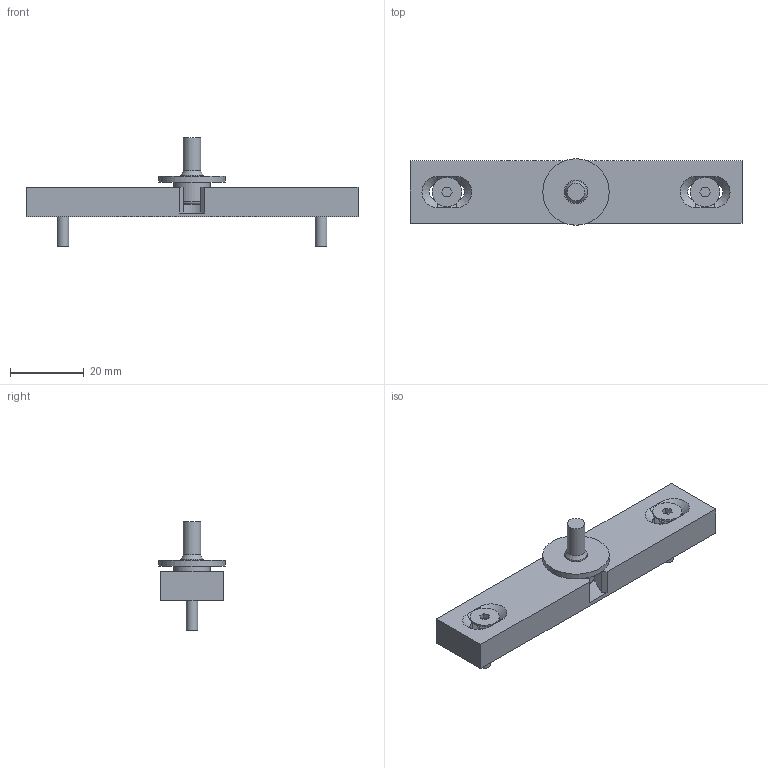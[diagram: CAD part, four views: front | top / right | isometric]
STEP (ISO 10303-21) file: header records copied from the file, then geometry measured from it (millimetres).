
FILE_DESCRIPTION(/* description */ (''),/* implementation_level */ '2;1');
FILE_NAME(/* name */ '140432',/* time_stamp */ '2014-10-06T11:09:32+02:00',/* author */ (''),/* organization */ (''),/* preprocessor_version */ 'ST-DEVELOPER v14',/* originating_system */ 'HiCAD 2013 1802.4 Build 509',/* authorisation */ '');
FILE_SCHEMA (('AUTOMOTIVE_DESIGN { 1 0 10303 214 1 1 1 1 }'));
Length unit declared in the file: millimetre
Products named in the file (7): Root; 140432BoutsnapperBOIKON; 900530Verz. inbusbout DIN 7991 EV M4 x 16BOIKON0; assembly; 900094Cil. inbusbout DIN 912 EV M6 x 12BOIKON0; 911806Carr. ring  DIN 9021 A2 M6BOIKON0
Assembly tree (6 placements, depth 4):
  Root
    140432BoutsnapperBOIKON
      900530Verz. inbusbout DIN 7991 EV M4 x 16BOIKON0
      900530Verz. inbusbout DIN 7991 EV M4 x 16BOIKON0
      assembly
        900094Cil. inbusbout DIN 912 EV M6 x 12BOIKON0
        911806Carr. ring  DIN 9021 A2 M6BOIKON0
Bounding box: 90 x 18 x 29.4 mm (x, y, z)
Volume: 12066.8 mm3; surface area: 6861.5 mm2
Topology: 5 solids, 5 shells, 85 faces, 199 edges, 128 vertices
Faces by surface type: plane 56, cylinder 18, cone 10, torus 1
Full cylindrical faces by diameter (mm): 3.141 x2, 4 x2, 4.773 x1, 6 x1, 6.4 x1, 8 x2, 10 x1, 18 x1
Entity records: 4100 total; most frequent: DIRECTION 412, CARTESIAN_POINT 387, PRESENTATION_STYLE_ASSIGNMENT 347, COLOUR_RGB 345, DRAUGHTING_PRE_DEFINED_CURVE_FONT 342, CURVE_STYLE 342, OVER_RIDING_STYLED_ITEM 342, ORIENTED_EDGE 342
